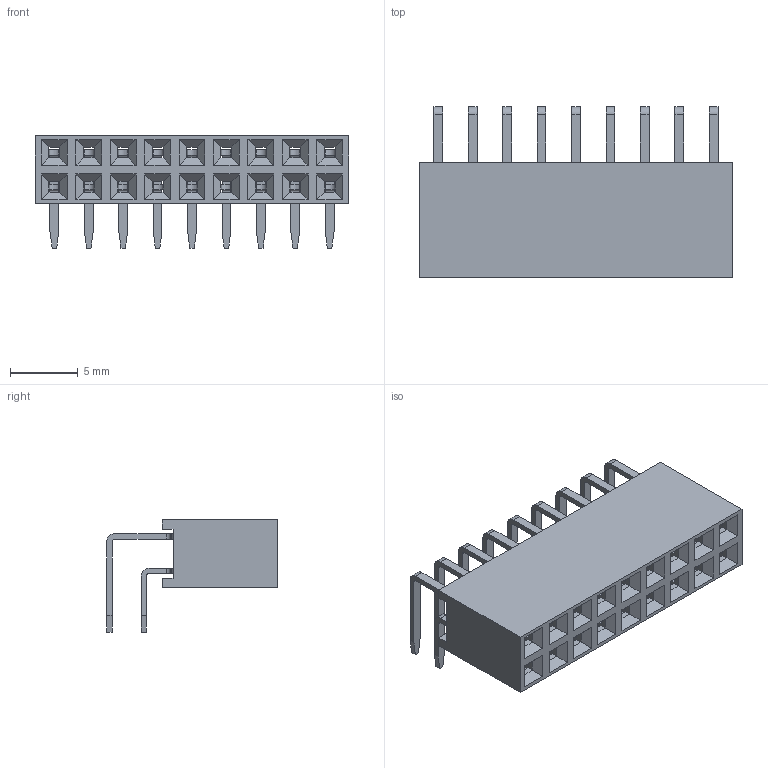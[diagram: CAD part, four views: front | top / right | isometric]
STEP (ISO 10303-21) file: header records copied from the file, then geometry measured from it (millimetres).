
FILE_DESCRIPTION(('STEP AP214'), '1');
FILE_NAME('DS1024-2x5RF1', '2016-04-20T21:07:06', ('Nobody'), (''), 'ASCON STEP Converter 1.3', 'ASCON Math Kernel', '');
FILE_SCHEMA(('AUTOMOTIVE_DESIGN { 1 0 10303 214 3 1 1}'));
Length unit declared in the file: millimetre
Bounding box: 23.16 x 12.6 x 8.3 mm (x, y, z)
Volume: 795.8 mm3; surface area: 2285.8 mm2
Topology: 19 solids, 19 shells, 928 faces, 2652 edges, 1744 vertices
Faces by surface type: plane 694, cylinder 234
Entity records: 37636 total; most frequent: CARTESIAN_POINT 5325, ORIENTED_EDGE 5304, DIRECTION 4978, EDGE_CURVE 2652, LINE 2184, VECTOR 2184, VERTEX_POINT 1744, AXIS2_PLACEMENT_3D 1397
